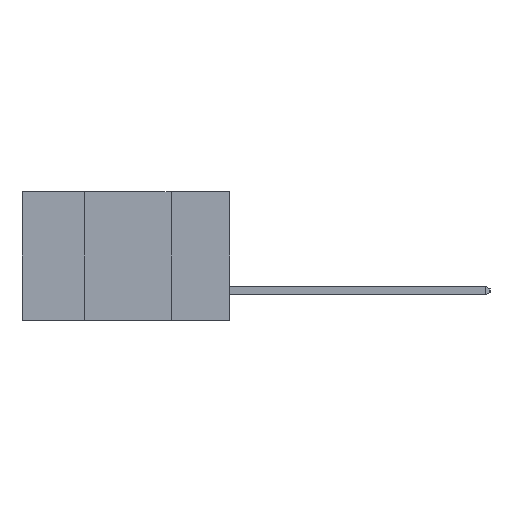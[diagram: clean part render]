
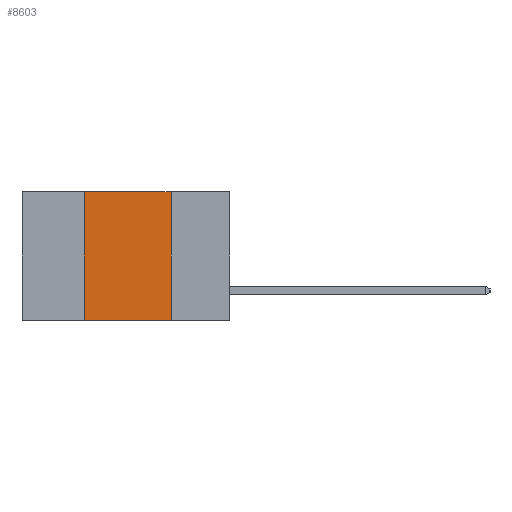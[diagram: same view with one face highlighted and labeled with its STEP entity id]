
A CAD part, left-side view. The second image highlights one B-rep face of the part: STEP entity #8603.
In plain terms, the highlighted planar face has unit normal (-1, 0, 0).
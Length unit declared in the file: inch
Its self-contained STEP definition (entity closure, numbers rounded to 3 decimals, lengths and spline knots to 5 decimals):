
#99 = CARTESIAN_POINT ( 'NONE',  ( 0., 0.42, 0. ) ) ;
#111 = EDGE_LOOP ( 'NONE', ( #12715, #7421, #5636, #11935 ) ) ;
#423 = CARTESIAN_POINT ( 'NONE',  ( 0., 0.17, 0. ) ) ;
#1109 = EDGE_CURVE ( 'NONE', #2267, #2253, #10344, .T. ) ;
#1323 = CARTESIAN_POINT ( 'NONE',  ( 0., 0.17, 0. ) ) ;
#1596 = LINE ( 'NONE', #423, #8215 ) ;
#1807 = DIRECTION ( 'NONE',  ( 0., 0., -1. ) ) ;
#2198 = VECTOR ( 'NONE', #2641, 39.37008 ) ;
#2253 = VERTEX_POINT ( 'NONE', #99 ) ;
#2267 = VERTEX_POINT ( 'NONE', #4555 ) ;
#2272 = VERTEX_POINT ( 'NONE', #1323 ) ;
#2641 = DIRECTION ( 'NONE',  ( 0., -1., 0. ) ) ;
#3363 = VECTOR ( 'NONE', #8683, 39.37008 ) ;
#4181 = DIRECTION ( 'NONE',  ( 0., -1., 0. ) ) ;
#4365 = EDGE_CURVE ( 'NONE', #2253, #2272, #7475, .T. ) ;
#4555 = CARTESIAN_POINT ( 'NONE',  ( 0., 0.42, -0.37 ) ) ;
#5636 = ORIENTED_EDGE ( 'NONE', *, *, #1109, .F. ) ;
#5673 = FACE_OUTER_BOUND ( 'NONE', #111, .T. ) ;
#6423 = DIRECTION ( 'NONE',  ( 1., 0., 0. ) ) ;
#7421 = ORIENTED_EDGE ( 'NONE', *, *, #4365, .F. ) ;
#7475 = LINE ( 'NONE', #10686, #10500 ) ;
#8215 = VECTOR ( 'NONE', #1807, 39.37008 ) ;
#8603 = ADVANCED_FACE ( 'NONE', ( #5673 ), #10262, .F. ) ;
#8683 = DIRECTION ( 'NONE',  ( 0., 0., 1. ) ) ;
#8739 = CARTESIAN_POINT ( 'NONE',  ( 0., 0.42, 0. ) ) ;
#8914 = VERTEX_POINT ( 'NONE', #11941 ) ;
#9731 = AXIS2_PLACEMENT_3D ( 'NONE', #11478, #6423, #15184 ) ;
#9911 = EDGE_CURVE ( 'NONE', #2272, #8914, #1596, .T. ) ;
#10262 = PLANE ( 'NONE',  #9731 ) ;
#10344 = LINE ( 'NONE', #8739, #3363 ) ;
#10500 = VECTOR ( 'NONE', #4181, 39.37008 ) ;
#10539 = CARTESIAN_POINT ( 'NONE',  ( 0., 0.6, -0.37 ) ) ;
#10686 = CARTESIAN_POINT ( 'NONE',  ( 0., 0.6, 0. ) ) ;
#11478 = CARTESIAN_POINT ( 'NONE',  ( 0., 0.6, 0. ) ) ;
#11935 = ORIENTED_EDGE ( 'NONE', *, *, #13473, .T. ) ;
#11941 = CARTESIAN_POINT ( 'NONE',  ( 0., 0.17, -0.37 ) ) ;
#12067 = LINE ( 'NONE', #10539, #2198 ) ;
#12715 = ORIENTED_EDGE ( 'NONE', *, *, #9911, .F. ) ;
#13473 = EDGE_CURVE ( 'NONE', #2267, #8914, #12067, .T. ) ;
#15184 = DIRECTION ( 'NONE',  ( 0., 0., -1. ) ) ;
